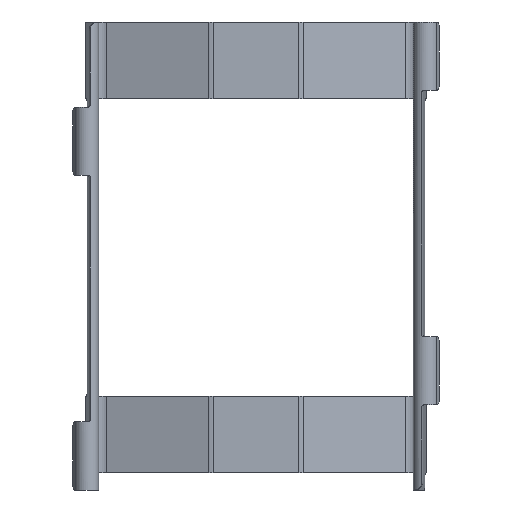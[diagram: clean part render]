
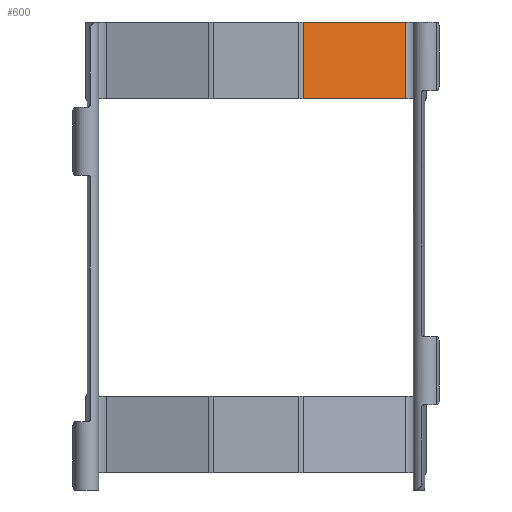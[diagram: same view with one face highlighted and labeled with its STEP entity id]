
A CAD part, front view. The second image highlights one B-rep face of the part: STEP entity #600.
In plain terms, the highlighted planar face has unit normal (0.29, -0.957, 0).
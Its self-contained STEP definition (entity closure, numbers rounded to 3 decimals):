
#600 = ADVANCED_FACE ( 'NONE', ( #6393 ), #1311, .T. ) ;
#683 = EDGE_CURVE ( 'NONE', #7704, #4058, #8530, .T. ) ;
#708 = CARTESIAN_POINT ( 'NONE',  ( 2.791, 0.043, 0. ) ) ;
#1055 = EDGE_CURVE ( 'NONE', #9687, #9526, #10073, .T. ) ;
#1160 = CARTESIAN_POINT ( 'NONE',  ( 8.793, 1.865, 0. ) ) ;
#1198 = ORIENTED_EDGE ( 'NONE', *, *, #683, .F. ) ;
#1311 = PLANE ( 'NONE',  #7885 ) ;
#1356 = VECTOR ( 'NONE', #4646, 1000. ) ;
#2217 = CARTESIAN_POINT ( 'NONE',  ( 8.793, 1.865, -4.5 ) ) ;
#2721 = VECTOR ( 'NONE', #6148, 1000. ) ;
#2746 = LINE ( 'NONE', #2217, #3910 ) ;
#3285 = CARTESIAN_POINT ( 'NONE',  ( 8.793, 1.865, -4.5 ) ) ;
#3535 = CARTESIAN_POINT ( 'NONE',  ( 8.793, 1.865, -27.5 ) ) ;
#3817 = DIRECTION ( 'NONE',  ( -0.957, -0.291, 0. ) ) ;
#3882 = LINE ( 'NONE', #1160, #2721 ) ;
#3910 = VECTOR ( 'NONE', #3817, 1000. ) ;
#4058 = VERTEX_POINT ( 'NONE', #708 ) ;
#4646 = DIRECTION ( 'NONE',  ( 0., 0., 1. ) ) ;
#5515 = EDGE_CURVE ( 'NONE', #9687, #7704, #2746, .T. ) ;
#5721 = CARTESIAN_POINT ( 'NONE',  ( 8.793, 1.865, 0. ) ) ;
#5902 = EDGE_LOOP ( 'NONE', ( #6983, #10528, #10414, #1198 ) ) ;
#5994 = DIRECTION ( 'NONE',  ( 0., 0., 1. ) ) ;
#6148 = DIRECTION ( 'NONE',  ( 0.957, 0.291, 0. ) ) ;
#6310 = DIRECTION ( 'NONE',  ( 0., 0., -1. ) ) ;
#6347 = CARTESIAN_POINT ( 'NONE',  ( 2.791, 0.043, -27.5 ) ) ;
#6393 = FACE_OUTER_BOUND ( 'NONE', #5902, .T. ) ;
#6983 = ORIENTED_EDGE ( 'NONE', *, *, #5515, .F. ) ;
#7239 = CARTESIAN_POINT ( 'NONE',  ( 8.793, 1.865, -27.5 ) ) ;
#7509 = CARTESIAN_POINT ( 'NONE',  ( 2.791, 0.043, -4.5 ) ) ;
#7704 = VERTEX_POINT ( 'NONE', #7509 ) ;
#7709 = EDGE_CURVE ( 'NONE', #4058, #9526, #3882, .T. ) ;
#7885 = AXIS2_PLACEMENT_3D ( 'NONE', #7239, #7991, #6310 ) ;
#7991 = DIRECTION ( 'NONE',  ( 0.291, -0.957, 0. ) ) ;
#8530 = LINE ( 'NONE', #6347, #1356 ) ;
#9526 = VERTEX_POINT ( 'NONE', #5721 ) ;
#9687 = VERTEX_POINT ( 'NONE', #3285 ) ;
#9805 = VECTOR ( 'NONE', #5994, 1000. ) ;
#10073 = LINE ( 'NONE', #3535, #9805 ) ;
#10414 = ORIENTED_EDGE ( 'NONE', *, *, #7709, .F. ) ;
#10528 = ORIENTED_EDGE ( 'NONE', *, *, #1055, .T. ) ;
